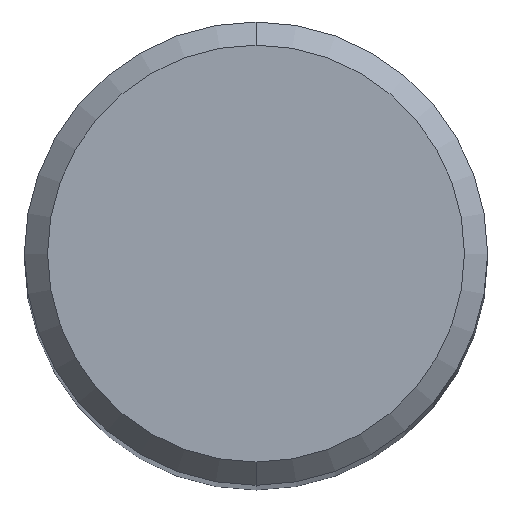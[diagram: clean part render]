
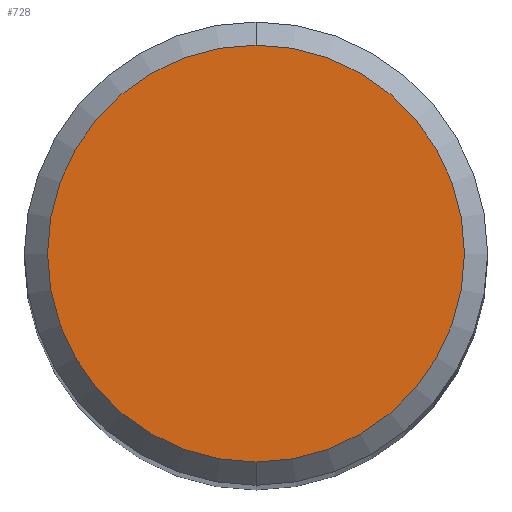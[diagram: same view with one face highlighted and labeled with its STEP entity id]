
A CAD part, top view. The second image highlights one B-rep face of the part: STEP entity #728.
In plain terms, the highlighted planar face has unit normal (0, 0, 1).
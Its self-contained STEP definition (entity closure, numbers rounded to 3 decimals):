
#606=EDGE_CURVE('',#854,#628,#1223,.T.);
#628=VERTEX_POINT('',#1247);
#658=EDGE_CURVE('',#628,#854,#1280,.T.);
#728=ADVANCED_FACE('',(#1356),#1357,.T.);
#854=VERTEX_POINT('',#1494);
#1223=CIRCLE('',#5314,4.5);
#1247=CARTESIAN_POINT('',(0.,-4.5,0.0));
#1280=CIRCLE('',#5649,4.5);
#1356=FACE_OUTER_BOUND('',#6011,.T.);
#1357=PLANE('',#6012);
#1494=CARTESIAN_POINT('',(0.0,4.5,0.0));
#5314=AXIS2_PLACEMENT_3D('',#9213,#9214,#9215);
#5649=AXIS2_PLACEMENT_3D('',#9282,#9283,#9284);
#6011=EDGE_LOOP('',(#9360,#9361));
#6012=AXIS2_PLACEMENT_3D('',#9362,#9363,#9364);
#9213=CARTESIAN_POINT('',(0.0,0.0,0.0));
#9214=DIRECTION('',(0.0,0.0,-1.0));
#9215=DIRECTION('',(0.0,1.0,0.0));
#9282=CARTESIAN_POINT('',(0.0,0.0,0.0));
#9283=DIRECTION('',(0.0,0.0,-1.0));
#9284=DIRECTION('',(0.0,1.0,0.0));
#9360=ORIENTED_EDGE('',*,*,#606,.F.);
#9361=ORIENTED_EDGE('',*,*,#658,.F.);
#9362=CARTESIAN_POINT('',(0.0,2.25,0.0));
#9363=DIRECTION('',(-0.0,0.0,1.0));
#9364=DIRECTION('',(0.0,-1.0,0.0));
